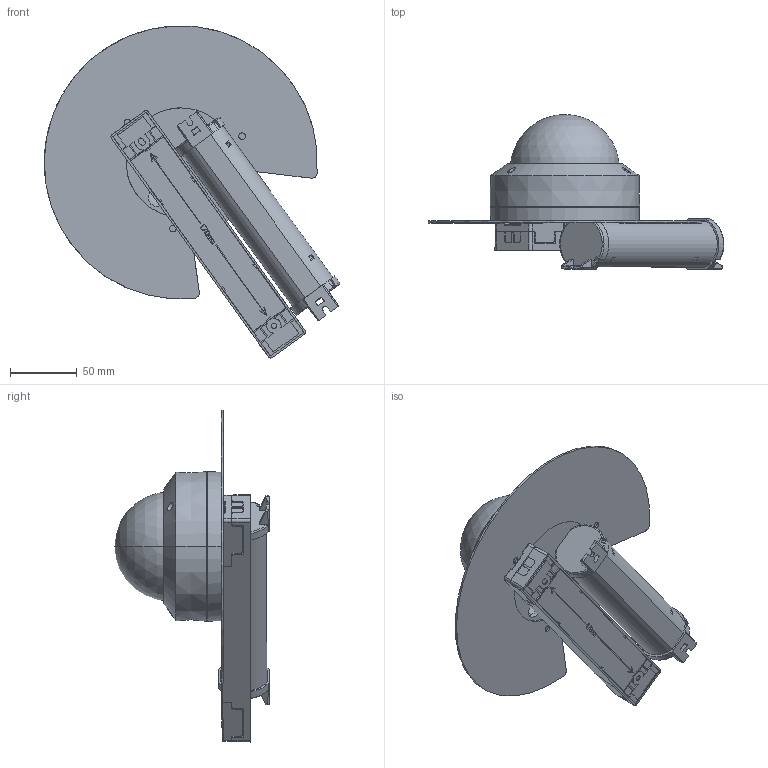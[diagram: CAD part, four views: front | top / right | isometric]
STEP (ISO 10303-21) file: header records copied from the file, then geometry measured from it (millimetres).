
FILE_DESCRIPTION((''),'2;1');
FILE_NAME('EV-DOME_ASM','2025-09-16T15:28:55',('chuncheng.yin'),(''),'CREO PARAMETRIC BY PTC INC, 2024401','CREO PARAMETRIC BY PTC INC, 2024401','');
FILE_SCHEMA(('CONFIG_CONTROL_DESIGN'));
Length unit declared in the file: millimetre
Products named in the file (1): EV-DOME_ASM
Bounding box: 221.73 x 116.09 x 249.1 mm (x, y, z)
Volume: 308998.2 mm3; surface area: 213225.7 mm2
Topology: 3 solids, 7 shells, 4098 faces, 11753 edges, 7799 vertices
Faces by surface type: plane 3430, cylinder 362, cone 118, extrusion 111, bspline 33, torus 30, sphere 14
Entity records: 137475 total; most frequent: CARTESIAN_POINT 31369, ORIENTED_EDGE 23486, DIRECTION 19563, EDGE_CURVE 11743, VECTOR 10123, LINE 10012, VERTEX_POINT 7799, AXIS2_PLACEMENT_3D 4720
